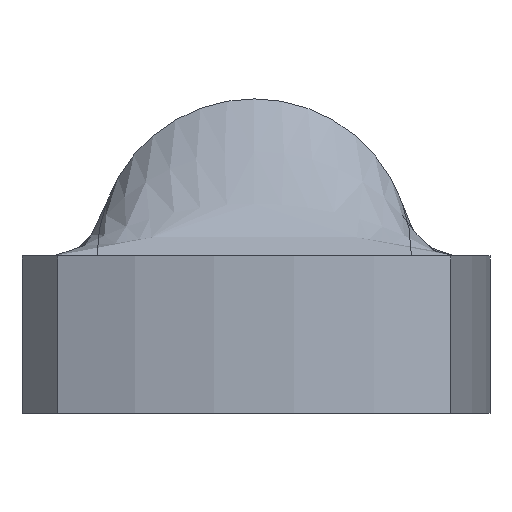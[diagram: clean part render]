
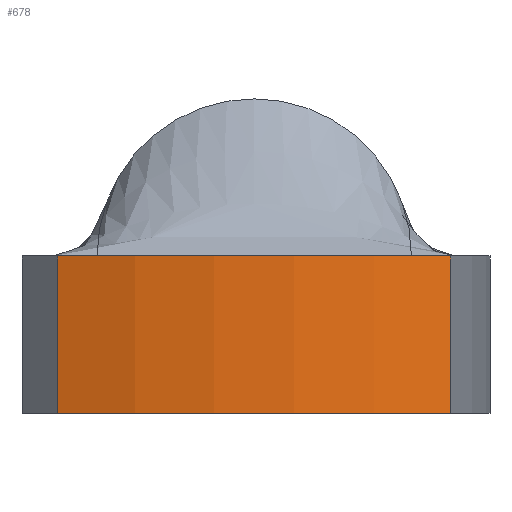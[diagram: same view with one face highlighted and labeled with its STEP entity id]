
A CAD part, front view. The second image highlights one B-rep face of the part: STEP entity #678.
In plain terms, the highlighted cylindrical face has radius 14 mm (diameter 28 mm), a partial arc.
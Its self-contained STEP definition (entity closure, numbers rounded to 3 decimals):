
#56 = CARTESIAN_POINT ( 'NONE',  ( -5., -1306.077, 0. ) ) ;
#62 = AXIS2_PLACEMENT_3D ( 'NONE', #1036, #595, #424 ) ;
#85 = AXIS2_PLACEMENT_3D ( 'NONE', #648, #667, #309 ) ;
#99 = CARTESIAN_POINT ( 'NONE',  ( 5., -1306.077, -4. ) ) ;
#142 = ORIENTED_EDGE ( 'NONE', *, *, #985, .T. ) ;
#162 = CYLINDRICAL_SURFACE ( 'NONE', #857, 14. ) ;
#165 = EDGE_CURVE ( 'NONE', #889, #459, #517, .T. ) ;
#201 = VERTEX_POINT ( 'NONE', #56 ) ;
#245 = DIRECTION ( 'NONE',  ( 1., 0., 0. ) ) ;
#275 = CARTESIAN_POINT ( 'NONE',  ( -5., -1306.077, -4. ) ) ;
#309 = DIRECTION ( 'NONE',  ( -1., 0., 0. ) ) ;
#320 = ORIENTED_EDGE ( 'NONE', *, *, #165, .F. ) ;
#323 = VECTOR ( 'NONE', #895, 1000. ) ;
#346 = EDGE_CURVE ( 'NONE', #1072, #201, #689, .T. ) ;
#360 = CARTESIAN_POINT ( 'NONE',  ( 5., -1306.077, 0. ) ) ;
#417 = DIRECTION ( 'NONE',  ( 0., 0., 1. ) ) ;
#424 = DIRECTION ( 'NONE',  ( -1., 0., 0. ) ) ;
#459 = VERTEX_POINT ( 'NONE', #1102 ) ;
#465 = LINE ( 'NONE', #275, #323 ) ;
#485 = EDGE_LOOP ( 'NONE', ( #813, #623, #320, #142 ) ) ;
#517 = CIRCLE ( 'NONE', #62, 14. ) ;
#528 = CARTESIAN_POINT ( 'NONE',  ( 0., -1293., -4. ) ) ;
#595 = DIRECTION ( 'NONE',  ( 0., 0., -1. ) ) ;
#623 = ORIENTED_EDGE ( 'NONE', *, *, #1142, .F. ) ;
#648 = CARTESIAN_POINT ( 'NONE',  ( 0., -1293., 0. ) ) ;
#667 = DIRECTION ( 'NONE',  ( 0., 0., -1. ) ) ;
#678 = ADVANCED_FACE ( 'NONE', ( #829 ), #162, .T. ) ;
#689 = CIRCLE ( 'NONE', #85, 14. ) ;
#798 = LINE ( 'NONE', #1032, #827 ) ;
#813 = ORIENTED_EDGE ( 'NONE', *, *, #346, .T. ) ;
#827 = VECTOR ( 'NONE', #417, 1000. ) ;
#829 = FACE_OUTER_BOUND ( 'NONE', #485, .T. ) ;
#857 = AXIS2_PLACEMENT_3D ( 'NONE', #528, #1153, #245 ) ;
#889 = VERTEX_POINT ( 'NONE', #99 ) ;
#895 = DIRECTION ( 'NONE',  ( 0., 0., 1. ) ) ;
#985 = EDGE_CURVE ( 'NONE', #889, #1072, #798, .T. ) ;
#1032 = CARTESIAN_POINT ( 'NONE',  ( 5., -1306.077, -4. ) ) ;
#1036 = CARTESIAN_POINT ( 'NONE',  ( 0., -1293., -4. ) ) ;
#1072 = VERTEX_POINT ( 'NONE', #360 ) ;
#1102 = CARTESIAN_POINT ( 'NONE',  ( -5., -1306.077, -4. ) ) ;
#1142 = EDGE_CURVE ( 'NONE', #459, #201, #465, .T. ) ;
#1153 = DIRECTION ( 'NONE',  ( 0., 0., 1. ) ) ;
